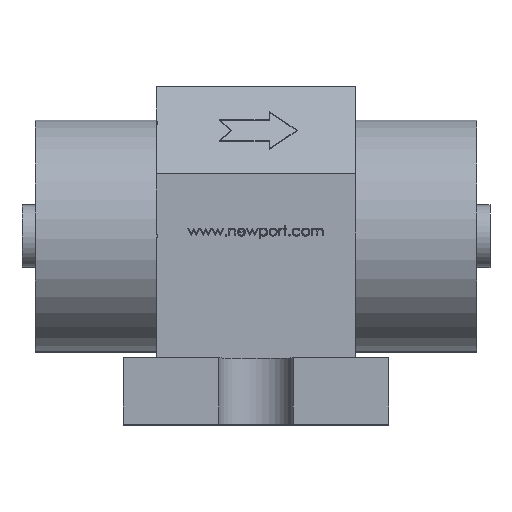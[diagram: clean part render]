
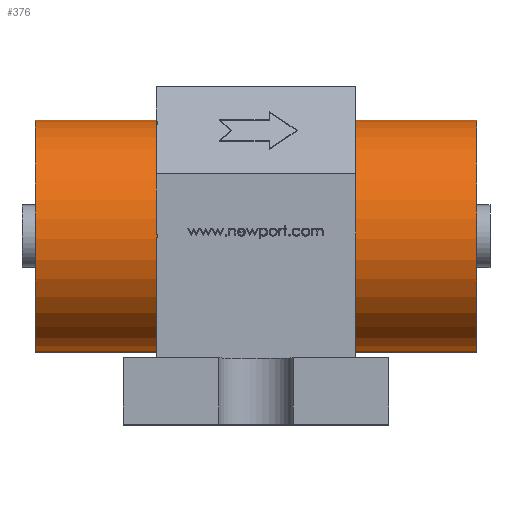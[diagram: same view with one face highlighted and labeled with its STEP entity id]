
A CAD part, top view. The second image highlights one B-rep face of the part: STEP entity #376.
In plain terms, the highlighted cylindrical face has radius 11.113 mm (diameter 22.225 mm), a partial arc.
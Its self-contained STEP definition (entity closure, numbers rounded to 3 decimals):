
#162=CARTESIAN_POINT('',(21.105,0.,0.));
#163=DIRECTION('',(1.,0.,0.));
#164=DIRECTION('',(0.,0.99,-0.144));
#165=AXIS2_PLACEMENT_3D('',#162,#163,#164);
#186=DIRECTION('',(1.,0.,0.));
#187=VECTOR('',#186,42.21);
#188=CARTESIAN_POINT('',(-21.105,10.996,-1.604));
#189=LINE('',#188,#187);
#193=DIRECTION('',(-1.,0.,0.));
#194=VECTOR('',#193,42.21);
#195=CARTESIAN_POINT('',(21.105,-10.996,1.604));
#196=LINE('',#195,#194);
#208=CARTESIAN_POINT('',(-21.105,0.,0.));
#209=DIRECTION('',(-1.,0.,0.));
#210=DIRECTION('',(0.,-0.99,0.144));
#211=AXIS2_PLACEMENT_3D('',#208,#209,#210);
#262=CARTESIAN_POINT('',(21.105,-10.996,1.604));
#263=CARTESIAN_POINT('',(21.105,10.996,-1.604));
#264=VERTEX_POINT('',#262);
#265=VERTEX_POINT('',#263);
#266=CARTESIAN_POINT('',(-21.105,10.996,-1.604));
#267=VERTEX_POINT('',#266);
#268=CARTESIAN_POINT('',(-21.105,-10.996,1.604));
#269=VERTEX_POINT('',#268);
#364=CARTESIAN_POINT('',(-22.375,0.,0.));
#365=DIRECTION('',(-1.,0.,0.));
#366=DIRECTION('',(0.,-0.99,0.144));
#367=AXIS2_PLACEMENT_3D('',#364,#365,#366);
#368=CYLINDRICAL_SURFACE('',#367,11.113);
#369=ORIENTED_EDGE('',*,*,#355,.T.);
#370=ORIENTED_EDGE('',*,*,#333,.T.);
#371=ORIENTED_EDGE('',*,*,#359,.T.);
#373=ORIENTED_EDGE('',*,*,#372,.T.);
#374=EDGE_LOOP('',(#369,#370,#371,#373));
#375=FACE_OUTER_BOUND('',#374,.F.);
#166=CIRCLE('',#165,11.113);
#212=CIRCLE('',#211,11.113);
#333=EDGE_CURVE('',#265,#264,#166,.T.);
#355=EDGE_CURVE('',#267,#265,#189,.T.);
#359=EDGE_CURVE('',#264,#269,#196,.T.);
#372=EDGE_CURVE('',#269,#267,#212,.T.);
#376=ADVANCED_FACE('',(#375),#368,.T.);
